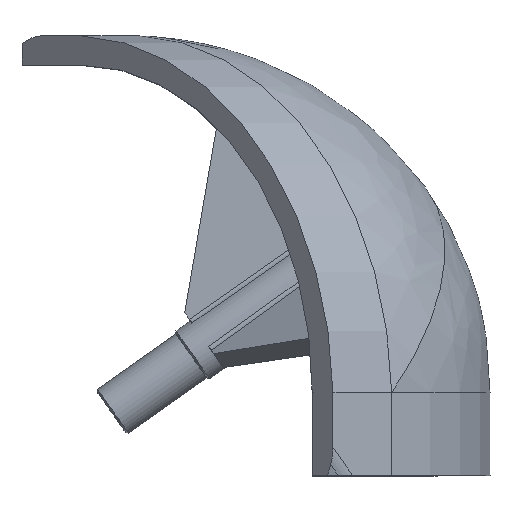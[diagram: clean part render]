
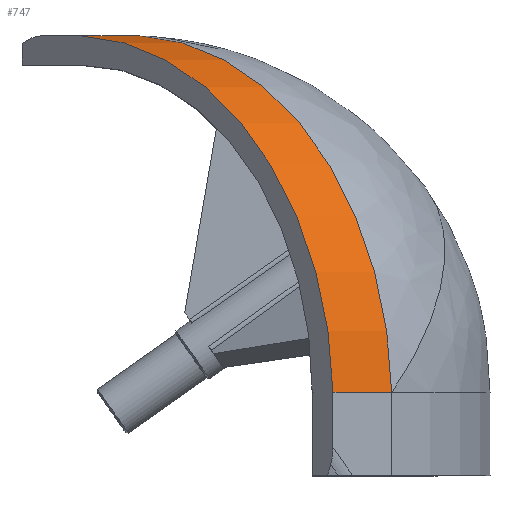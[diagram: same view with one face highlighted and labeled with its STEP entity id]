
A CAD part, top view. The second image highlights one B-rep face of the part: STEP entity #747.
In plain terms, the highlighted cylindrical face has radius 37.779 mm (diameter 75.557 mm), a partial arc.
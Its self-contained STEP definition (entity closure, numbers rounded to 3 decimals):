
#38 = DIRECTION ( 'NONE',  ( 0.707, 0., 0.707 ) ) ;
#71 = VERTEX_POINT ( 'NONE', #3116 ) ;
#175 = DIRECTION ( 'NONE',  ( 0.707, 0., -0.707 ) ) ;
#204 = CARTESIAN_POINT ( 'NONE',  ( 0., 36.5, 0. ) ) ;
#234 = CARTESIAN_POINT ( 'NONE',  ( 25.809, 0., 25.809 ) ) ;
#424 = CARTESIAN_POINT ( 'NONE',  ( -6.01, 36.5, 6.01 ) ) ;
#447 = DIRECTION ( 'NONE',  ( -0.707, 0., 0.707 ) ) ;
#561 = AXIS2_PLACEMENT_3D ( 'NONE', #1949, #1891, #2078 ) ;
#696 = DIRECTION ( 'NONE',  ( 0.707, 0., 0.707 ) ) ;
#722 = CARTESIAN_POINT ( 'NONE',  ( -6.9, -1.258, 5.121 ) ) ;
#747 = ADVANCED_FACE ( 'NONE', ( #3555 ), #1151, .T. ) ;
#850 = DIRECTION ( 'NONE',  ( -0.707, 0., 0.707 ) ) ;
#985 = CARTESIAN_POINT ( 'NONE',  ( 19.799, 0., 31.82 ) ) ;
#1104 = VECTOR ( 'NONE', #850, 1000. ) ;
#1151 = CYLINDRICAL_SURFACE ( 'NONE', #1346, 37.779 ) ;
#1290 = CARTESIAN_POINT ( 'NONE',  ( 25.809, 0., 25.809 ) ) ;
#1346 = AXIS2_PLACEMENT_3D ( 'NONE', #1793, #2271, #38 ) ;
#1470 = VERTEX_POINT ( 'NONE', #424 ) ;
#1561 = EDGE_LOOP ( 'NONE', ( #2223, #2643, #2316, #3059 ) ) ;
#1778 = CIRCLE ( 'NONE', #1858, 37.779 ) ;
#1793 = CARTESIAN_POINT ( 'NONE',  ( -0.889, -1.258, -0.889 ) ) ;
#1807 = EDGE_CURVE ( 'NONE', #3578, #71, #2232, .T. ) ;
#1858 = AXIS2_PLACEMENT_3D ( 'NONE', #722, #447, #696 ) ;
#1891 = DIRECTION ( 'NONE',  ( -0.707, 0., 0.707 ) ) ;
#1949 = CARTESIAN_POINT ( 'NONE',  ( -0.889, -1.258, -0.889 ) ) ;
#2078 = DIRECTION ( 'NONE',  ( 0.707, 0., 0.707 ) ) ;
#2084 = LINE ( 'NONE', #234, #3259 ) ;
#2223 = ORIENTED_EDGE ( 'NONE', *, *, #1807, .T. ) ;
#2232 = CIRCLE ( 'NONE', #561, 37.779 ) ;
#2271 = DIRECTION ( 'NONE',  ( -0.707, 0., 0.707 ) ) ;
#2316 = ORIENTED_EDGE ( 'NONE', *, *, #2611, .F. ) ;
#2429 = LINE ( 'NONE', #204, #1104 ) ;
#2504 = EDGE_CURVE ( 'NONE', #2623, #3578, #2084, .T. ) ;
#2611 = EDGE_CURVE ( 'NONE', #2623, #1470, #1778, .T. ) ;
#2623 = VERTEX_POINT ( 'NONE', #985 ) ;
#2643 = ORIENTED_EDGE ( 'NONE', *, *, #2689, .T. ) ;
#2689 = EDGE_CURVE ( 'NONE', #71, #1470, #2429, .T. ) ;
#3059 = ORIENTED_EDGE ( 'NONE', *, *, #2504, .T. ) ;
#3116 = CARTESIAN_POINT ( 'NONE',  ( 0., 36.5, 0. ) ) ;
#3259 = VECTOR ( 'NONE', #175, 1000. ) ;
#3555 = FACE_OUTER_BOUND ( 'NONE', #1561, .T. ) ;
#3578 = VERTEX_POINT ( 'NONE', #1290 ) ;
